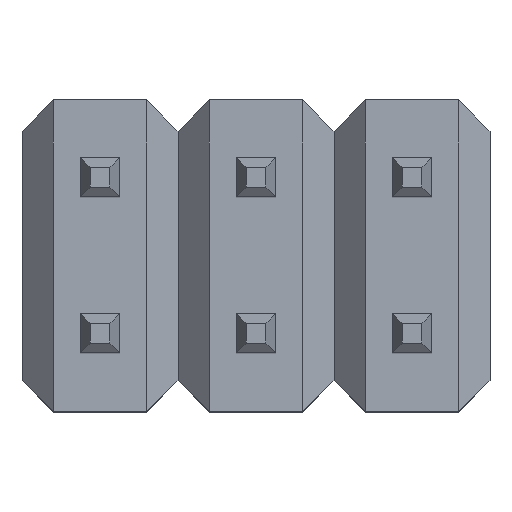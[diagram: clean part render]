
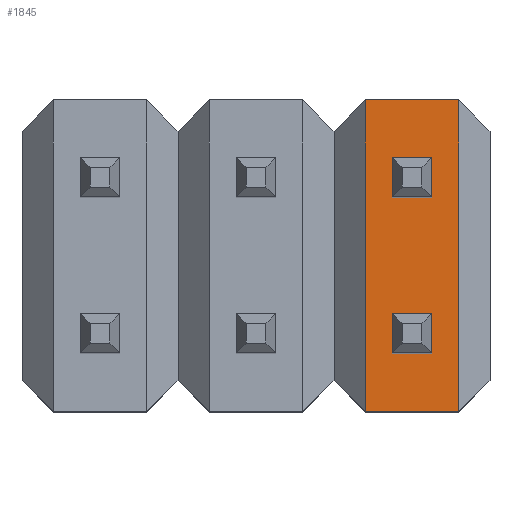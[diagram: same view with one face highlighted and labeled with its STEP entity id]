
A CAD part, top view. The second image highlights one B-rep face of the part: STEP entity #1845.
In plain terms, the highlighted planar face has unit normal (0, 0, 1).
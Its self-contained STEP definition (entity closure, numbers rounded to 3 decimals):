
#123=FACE_OUTER_BOUND('',#245,.T.);
#245=EDGE_LOOP('',(#1511,#1512,#1513,#1514));
#456=LINE('',#2892,#700);
#463=LINE('',#2905,#707);
#464=LINE('',#2907,#708);
#465=LINE('',#2908,#709);
#700=VECTOR('',#2382,10.);
#707=VECTOR('',#2397,10.);
#708=VECTOR('',#2398,10.);
#709=VECTOR('',#2399,10.);
#865=VERTEX_POINT('',#2879);
#868=VERTEX_POINT('',#2889);
#871=VERTEX_POINT('',#2904);
#872=VERTEX_POINT('',#2906);
#1080=EDGE_CURVE('',#868,#865,#456,.T.);
#1087=EDGE_CURVE('',#868,#871,#463,.T.);
#1088=EDGE_CURVE('',#872,#871,#464,.T.);
#1089=EDGE_CURVE('',#865,#872,#465,.T.);
#1511=ORIENTED_EDGE('',*,*,#1080,.F.);
#1512=ORIENTED_EDGE('',*,*,#1087,.T.);
#1513=ORIENTED_EDGE('',*,*,#1088,.F.);
#1514=ORIENTED_EDGE('',*,*,#1089,.F.);
#1723=PLANE('',#1988);
#1845=ADVANCED_FACE('',(#123),#1723,.T.);
#1988=AXIS2_PLACEMENT_3D('',#2903,#2395,#2396);
#2382=DIRECTION('',(0.,1.,0.));
#2395=DIRECTION('center_axis',(0.,0.,1.));
#2396=DIRECTION('ref_axis',(0.,-1.,0.));
#2397=DIRECTION('',(1.,0.,0.));
#2398=DIRECTION('',(0.,-1.,0.));
#2399=DIRECTION('',(1.,0.,0.));
#2879=CARTESIAN_POINT('',(4.318,1.27,2.54));
#2889=CARTESIAN_POINT('',(4.318,-3.81,2.54));
#2892=CARTESIAN_POINT('',(4.318,-1.27,2.54));
#2903=CARTESIAN_POINT('Origin',(-1.27,1.27,2.54));
#2904=CARTESIAN_POINT('',(5.842,-3.81,2.54));
#2905=CARTESIAN_POINT('',(-1.27,-3.81,2.54));
#2906=CARTESIAN_POINT('',(5.842,1.27,2.54));
#2907=CARTESIAN_POINT('',(5.842,0.,2.54));
#2908=CARTESIAN_POINT('',(-1.27,1.27,2.54));
